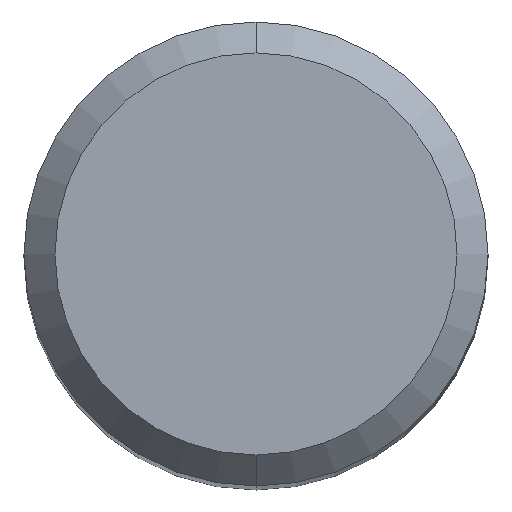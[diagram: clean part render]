
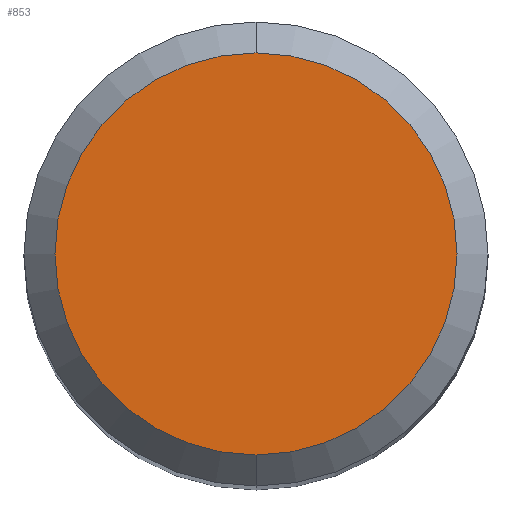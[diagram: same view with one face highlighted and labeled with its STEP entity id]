
A CAD part, top view. The second image highlights one B-rep face of the part: STEP entity #853.
In plain terms, the highlighted planar face has unit normal (0, 0, 1).
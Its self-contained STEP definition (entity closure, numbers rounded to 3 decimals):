
#405=EDGE_CURVE('',#1023,#747,#1092,.T.);
#499=EDGE_CURVE('',#747,#1023,#1191,.T.);
#747=VERTEX_POINT('',#1466);
#853=ADVANCED_FACE('',(#1580),#1581,.T.);
#1023=VERTEX_POINT('',#1770);
#1092=CIRCLE('',#1872,2.6);
#1191=CIRCLE('',#2591,2.6);
#1466=CARTESIAN_POINT('',(0.0,2.6,0.0));
#1580=FACE_OUTER_BOUND('',#3924,.T.);
#1581=PLANE('',#3925);
#1770=CARTESIAN_POINT('',(0.,-2.6,0.0));
#1872=AXIS2_PLACEMENT_3D('',#4743,#4744,#4745);
#2591=AXIS2_PLACEMENT_3D('',#4798,#4799,#4800);
#3924=EDGE_LOOP('',(#5234,#5235));
#3925=AXIS2_PLACEMENT_3D('',#5236,#5237,#5238);
#4743=CARTESIAN_POINT('',(0.0,0.0,0.0));
#4744=DIRECTION('',(0.0,0.0,-1.0));
#4745=DIRECTION('',(0.0,1.0,0.0));
#4798=CARTESIAN_POINT('',(0.0,0.0,0.0));
#4799=DIRECTION('',(0.0,0.0,-1.0));
#4800=DIRECTION('',(0.0,1.0,0.0));
#5234=ORIENTED_EDGE('',*,*,#499,.F.);
#5235=ORIENTED_EDGE('',*,*,#405,.F.);
#5236=CARTESIAN_POINT('',(0.0,1.3,0.0));
#5237=DIRECTION('',(-0.0,0.0,1.0));
#5238=DIRECTION('',(0.0,-1.0,0.0));
